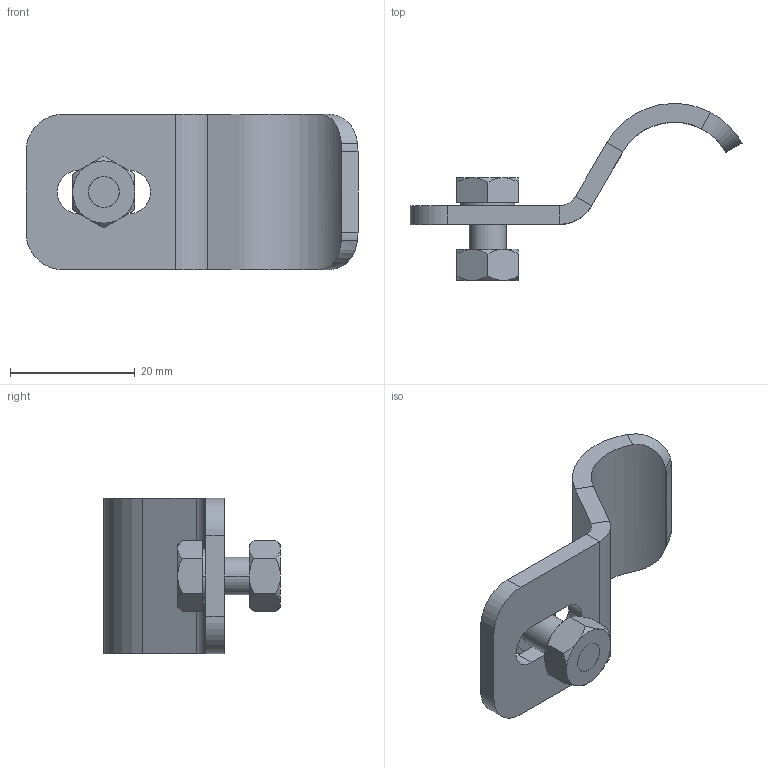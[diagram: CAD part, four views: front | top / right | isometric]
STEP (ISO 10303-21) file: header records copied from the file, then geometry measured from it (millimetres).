
FILE_DESCRIPTION (( 'STEP AP203' ), '1' );
FILE_NAME ('10-02-1578.STEP', '2013-05-02T12:28:54', ( 'asennus' ), ( '' ), 'SwSTEP 2.0', 'SolidWorks 2013', '' );
FILE_SCHEMA (( 'CONFIG_CONTROL_DESIGN' ));
Length unit declared in the file: millimetre
Products named in the file (1): 10-02-1578
Bounding box: 53.32 x 28.41 x 25 mm (x, y, z)
Surface area: 4557 mm2 (no closed solid volume)
Topology: 0 solids, 4 shells, 76 faces, 168 edges, 100 vertices
Faces by surface type: plane 36, cone 20, cylinder 18, bspline 2
Entity records: 2517 total; most frequent: CARTESIAN_POINT 820, ORIENTED_EDGE 332, DIRECTION 330, EDGE_CURVE 168, AXIS2_PLACEMENT_3D 131, VERTEX_POINT 100, EDGE_LOOP 82, FACE_OUTER_BOUND 76
